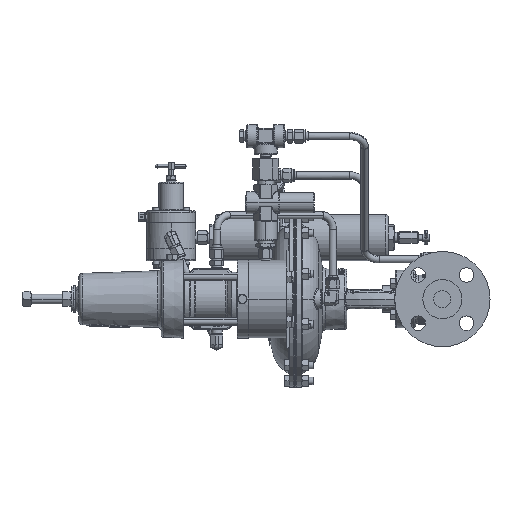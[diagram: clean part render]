
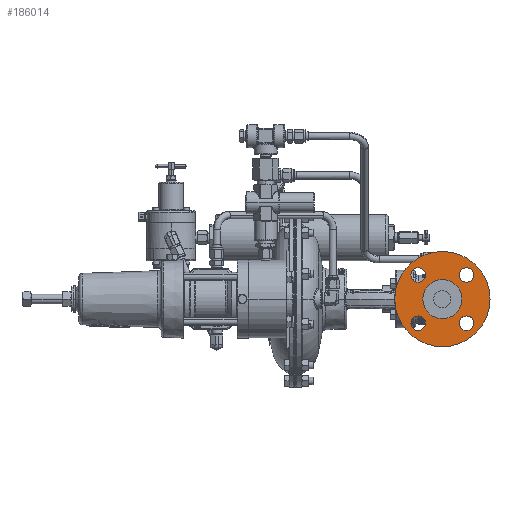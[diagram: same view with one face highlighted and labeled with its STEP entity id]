
A CAD part, left-side view. The second image highlights one B-rep face of the part: STEP entity #186014.
In plain terms, the highlighted planar face has unit normal (-1, 0, 0).
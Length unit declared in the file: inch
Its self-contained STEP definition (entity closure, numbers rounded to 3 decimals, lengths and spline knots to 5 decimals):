
#3072 = AXIS2_PLACEMENT_3D ( 'NONE', #37658, #202402, #129193 ) ;
#5508 = EDGE_CURVE ( 'NONE', #49467, #18162, #17108, .T. ) ;
#8962 = CARTESIAN_POINT ( 'NONE',  ( -1.40674, -1.69619, 1.23567 ) ) ;
#9243 = EDGE_LOOP ( 'NONE', ( #46528, #111207 ) ) ;
#17108 = CIRCLE ( 'NONE', #241184, 0.375 ) ;
#17743 = ORIENTED_EDGE ( 'NONE', *, *, #230391, .T. ) ;
#18162 = VERTEX_POINT ( 'NONE', #46596 ) ;
#19844 = CARTESIAN_POINT ( 'NONE',  ( -1.40674, 0.77514, -1.23567 ) ) ;
#24520 = DIRECTION ( 'NONE',  ( 0., 0., 1. ) ) ;
#25599 = VERTEX_POINT ( 'NONE', #206928 ) ;
#30630 = EDGE_LOOP ( 'NONE', ( #87348, #156110 ) ) ;
#33352 = EDGE_CURVE ( 'NONE', #277035, #137738, #131217, .T. ) ;
#34477 = CARTESIAN_POINT ( 'NONE',  ( -1.40674, -0.46052, 2.4375 ) ) ;
#34799 = EDGE_LOOP ( 'NONE', ( #183310, #258564 ) ) ;
#35906 = FACE_BOUND ( 'NONE', #30630, .T. ) ;
#37658 = CARTESIAN_POINT ( 'NONE',  ( -1.40674, -1.69619, -1.23567 ) ) ;
#42539 = VERTEX_POINT ( 'NONE', #56119 ) ;
#43039 = CARTESIAN_POINT ( 'NONE',  ( -1.40674, 0.77514, -1.61067 ) ) ;
#43795 = AXIS2_PLACEMENT_3D ( 'NONE', #44869, #95018, #281184 ) ;
#44869 = CARTESIAN_POINT ( 'NONE',  ( -1.40674, 0.77514, 1.23567 ) ) ;
#46528 = ORIENTED_EDGE ( 'NONE', *, *, #90884, .F. ) ;
#46596 = CARTESIAN_POINT ( 'NONE',  ( -1.40674, 0.77514, -0.86067 ) ) ;
#49467 = VERTEX_POINT ( 'NONE', #43039 ) ;
#51475 = DIRECTION ( 'NONE',  ( 0., 0., 1. ) ) ;
#54315 = DIRECTION ( 'NONE',  ( -1., 0., 0. ) ) ;
#56119 = CARTESIAN_POINT ( 'NONE',  ( -1.40674, -1.69619, -1.61067 ) ) ;
#60341 = PLANE ( 'NONE',  #278999 ) ;
#60777 = DIRECTION ( 'NONE',  ( -1., 0., 0. ) ) ;
#66191 = CIRCLE ( 'NONE', #187892, 2.4375 ) ;
#71347 = CIRCLE ( 'NONE', #3072, 0.375 ) ;
#78349 = CARTESIAN_POINT ( 'NONE',  ( -1.40674, -0.46052, 0. ) ) ;
#80649 = DIRECTION ( 'NONE',  ( 0., 0., 1. ) ) ;
#81614 = FACE_BOUND ( 'NONE', #34799, .T. ) ;
#86995 = CIRCLE ( 'NONE', #233163, 0.375 ) ;
#87348 = ORIENTED_EDGE ( 'NONE', *, *, #162771, .F. ) ;
#88499 = ORIENTED_EDGE ( 'NONE', *, *, #169329, .T. ) ;
#90884 = EDGE_CURVE ( 'NONE', #18162, #49467, #253854, .T. ) ;
#95018 = DIRECTION ( 'NONE',  ( -1., 0., 0. ) ) ;
#95023 = DIRECTION ( 'NONE',  ( 0., 0., 1. ) ) ;
#96117 = CARTESIAN_POINT ( 'NONE',  ( -1.40674, -1.69619, -1.23567 ) ) ;
#100149 = DIRECTION ( 'NONE',  ( -1., 0., 0. ) ) ;
#102990 = FACE_BOUND ( 'NONE', #142939, .T. ) ;
#108075 = EDGE_CURVE ( 'NONE', #42539, #136184, #71347, .T. ) ;
#111207 = ORIENTED_EDGE ( 'NONE', *, *, #5508, .F. ) ;
#114521 = DIRECTION ( 'NONE',  ( -1., 0., 0. ) ) ;
#114950 = CIRCLE ( 'NONE', #187966, 0.375 ) ;
#117532 = DIRECTION ( 'NONE',  ( -1., 0., 0. ) ) ;
#117924 = DIRECTION ( 'NONE',  ( -1., 0., 0. ) ) ;
#125291 = EDGE_CURVE ( 'NONE', #25599, #283982, #291769, .T. ) ;
#126634 = ORIENTED_EDGE ( 'NONE', *, *, #217676, .F. ) ;
#126723 = EDGE_CURVE ( 'NONE', #137738, #277035, #199683, .T. ) ;
#129193 = DIRECTION ( 'NONE',  ( 0., 0., 1. ) ) ;
#131217 = CIRCLE ( 'NONE', #136022, 0.375 ) ;
#136022 = AXIS2_PLACEMENT_3D ( 'NONE', #209005, #266376, #163128 ) ;
#136184 = VERTEX_POINT ( 'NONE', #165281 ) ;
#137155 = EDGE_CURVE ( 'NONE', #283982, #25599, #86995, .T. ) ;
#137738 = VERTEX_POINT ( 'NONE', #154011 ) ;
#138096 = EDGE_LOOP ( 'NONE', ( #88499, #17743 ) ) ;
#139404 = AXIS2_PLACEMENT_3D ( 'NONE', #246778, #60777, #224007 ) ;
#142939 = EDGE_LOOP ( 'NONE', ( #190211, #239273 ) ) ;
#146120 = DIRECTION ( 'NONE',  ( -1., 0., 0. ) ) ;
#146719 = AXIS2_PLACEMENT_3D ( 'NONE', #19844, #231852, #160083 ) ;
#147006 = CARTESIAN_POINT ( 'NONE',  ( -1.40674, -0.46052, -1. ) ) ;
#150411 = AXIS2_PLACEMENT_3D ( 'NONE', #8962, #286635, #80649 ) ;
#154011 = CARTESIAN_POINT ( 'NONE',  ( -1.40674, 0.77514, 0.86067 ) ) ;
#156110 = ORIENTED_EDGE ( 'NONE', *, *, #187343, .F. ) ;
#160083 = DIRECTION ( 'NONE',  ( 0., 0., 1. ) ) ;
#162771 = EDGE_CURVE ( 'NONE', #250955, #214588, #170056, .T. ) ;
#163128 = DIRECTION ( 'NONE',  ( 0., 0., 1. ) ) ;
#165281 = CARTESIAN_POINT ( 'NONE',  ( -1.40674, -1.69619, -0.86067 ) ) ;
#166257 = CARTESIAN_POINT ( 'NONE',  ( -1.40674, -0.46052, 0. ) ) ;
#167196 = VERTEX_POINT ( 'NONE', #34477 ) ;
#169329 = EDGE_CURVE ( 'NONE', #167196, #250247, #173370, .T. ) ;
#170056 = CIRCLE ( 'NONE', #277287, 1. ) ;
#171358 = DIRECTION ( 'NONE',  ( 0., 0., 1. ) ) ;
#173370 = CIRCLE ( 'NONE', #139404, 2.4375 ) ;
#176183 = FACE_BOUND ( 'NONE', #185636, .T. ) ;
#183310 = ORIENTED_EDGE ( 'NONE', *, *, #33352, .F. ) ;
#183670 = CARTESIAN_POINT ( 'NONE',  ( -1.40674, -1.69619, 1.61067 ) ) ;
#185636 = EDGE_LOOP ( 'NONE', ( #126634, #221055 ) ) ;
#186014 = ADVANCED_FACE ( 'NONE', ( #176183, #269261, #81614, #102990, #35906, #223542 ), #60341, .T. ) ;
#187343 = EDGE_CURVE ( 'NONE', #214588, #250955, #226119, .T. ) ;
#187892 = AXIS2_PLACEMENT_3D ( 'NONE', #78349, #287335, #171358 ) ;
#187966 = AXIS2_PLACEMENT_3D ( 'NONE', #96117, #117532, #24520 ) ;
#189667 = CARTESIAN_POINT ( 'NONE',  ( -1.40674, -1.69619, 1.23567 ) ) ;
#190211 = ORIENTED_EDGE ( 'NONE', *, *, #137155, .F. ) ;
#194301 = CARTESIAN_POINT ( 'NONE',  ( -1.40674, 0.77514, 1.61067 ) ) ;
#199683 = CIRCLE ( 'NONE', #43795, 0.375 ) ;
#202402 = DIRECTION ( 'NONE',  ( -1., 0., 0. ) ) ;
#206928 = CARTESIAN_POINT ( 'NONE',  ( -1.40674, -1.69619, 0.86067 ) ) ;
#207615 = DIRECTION ( 'NONE',  ( 0., 0., 1. ) ) ;
#209005 = CARTESIAN_POINT ( 'NONE',  ( -1.40674, 0.77514, 1.23567 ) ) ;
#211496 = AXIS2_PLACEMENT_3D ( 'NONE', #166257, #114521, #207615 ) ;
#212020 = CARTESIAN_POINT ( 'NONE',  ( -1.40674, -0.46052, -2.4375 ) ) ;
#214588 = VERTEX_POINT ( 'NONE', #147006 ) ;
#217676 = EDGE_CURVE ( 'NONE', #136184, #42539, #114950, .T. ) ;
#221055 = ORIENTED_EDGE ( 'NONE', *, *, #108075, .F. ) ;
#222020 = CARTESIAN_POINT ( 'NONE',  ( -1.40674, 1.97698, 0. ) ) ;
#223542 = FACE_OUTER_BOUND ( 'NONE', #138096, .T. ) ;
#224007 = DIRECTION ( 'NONE',  ( 0., 0., 1. ) ) ;
#226119 = CIRCLE ( 'NONE', #211496, 1. ) ;
#230391 = EDGE_CURVE ( 'NONE', #250247, #167196, #66191, .T. ) ;
#231852 = DIRECTION ( 'NONE',  ( -1., 0., 0. ) ) ;
#233163 = AXIS2_PLACEMENT_3D ( 'NONE', #189667, #117924, #95023 ) ;
#239199 = DIRECTION ( 'NONE',  ( 0., 0., 1. ) ) ;
#239273 = ORIENTED_EDGE ( 'NONE', *, *, #125291, .F. ) ;
#241184 = AXIS2_PLACEMENT_3D ( 'NONE', #252886, #100149, #51475 ) ;
#241853 = DIRECTION ( 'NONE',  ( 0., 0., -1. ) ) ;
#246778 = CARTESIAN_POINT ( 'NONE',  ( -1.40674, -0.46052, 0. ) ) ;
#250247 = VERTEX_POINT ( 'NONE', #212020 ) ;
#250955 = VERTEX_POINT ( 'NONE', #276960 ) ;
#252886 = CARTESIAN_POINT ( 'NONE',  ( -1.40674, 0.77514, -1.23567 ) ) ;
#253854 = CIRCLE ( 'NONE', #146719, 0.375 ) ;
#258564 = ORIENTED_EDGE ( 'NONE', *, *, #126723, .F. ) ;
#266376 = DIRECTION ( 'NONE',  ( -1., 0., 0. ) ) ;
#269261 = FACE_BOUND ( 'NONE', #9243, .T. ) ;
#276960 = CARTESIAN_POINT ( 'NONE',  ( -1.40674, -0.46052, 1. ) ) ;
#277035 = VERTEX_POINT ( 'NONE', #194301 ) ;
#277287 = AXIS2_PLACEMENT_3D ( 'NONE', #283458, #146120, #239199 ) ;
#278999 = AXIS2_PLACEMENT_3D ( 'NONE', #222020, #54315, #241853 ) ;
#281184 = DIRECTION ( 'NONE',  ( 0., 0., 1. ) ) ;
#283458 = CARTESIAN_POINT ( 'NONE',  ( -1.40674, -0.46052, 0. ) ) ;
#283982 = VERTEX_POINT ( 'NONE', #183670 ) ;
#286635 = DIRECTION ( 'NONE',  ( -1., 0., 0. ) ) ;
#287335 = DIRECTION ( 'NONE',  ( -1., 0., 0. ) ) ;
#291769 = CIRCLE ( 'NONE', #150411, 0.375 ) ;
